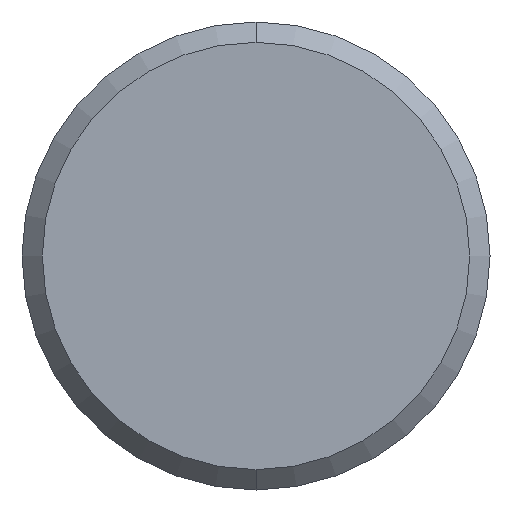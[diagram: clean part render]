
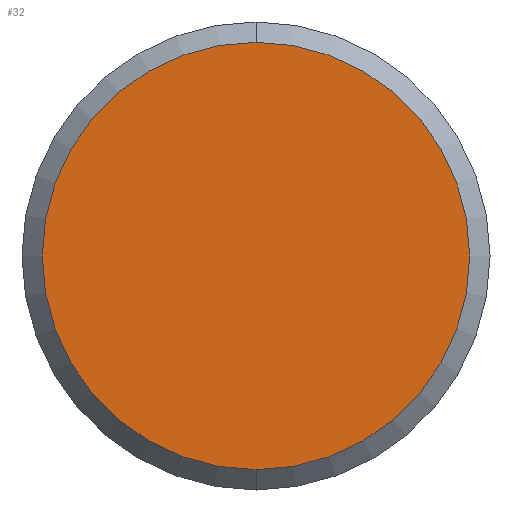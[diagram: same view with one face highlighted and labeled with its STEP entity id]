
A CAD part, front view. The second image highlights one B-rep face of the part: STEP entity #32.
In plain terms, the highlighted planar face has unit normal (0, -1, 0).
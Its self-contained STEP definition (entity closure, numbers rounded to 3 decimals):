
#14 = FACE_OUTER_BOUND ( 'NONE', #24, .T. ) ;
#22 = CARTESIAN_POINT ( 'NONE',  ( 0., 0., 0. ) ) ;
#24 = EDGE_LOOP ( 'NONE', ( #139, #60 ) ) ;
#32 = ADVANCED_FACE ( 'NONE', ( #14 ), #81, .F. ) ;
#40 = VERTEX_POINT ( 'NONE', #199 ) ;
#43 = CIRCLE ( 'NONE', #195, 1.05 ) ;
#45 = CARTESIAN_POINT ( 'NONE',  ( 0., 0., 0. ) ) ;
#51 = DIRECTION ( 'NONE',  ( 0., -1., 0. ) ) ;
#60 = ORIENTED_EDGE ( 'NONE', *, *, #76, .T. ) ;
#64 = DIRECTION ( 'NONE',  ( 0., 0., 1. ) ) ;
#67 = AXIS2_PLACEMENT_3D ( 'NONE', #45, #159, #64 ) ;
#76 = EDGE_CURVE ( 'NONE', #40, #182, #129, .T. ) ;
#81 = PLANE ( 'NONE',  #67 ) ;
#89 = EDGE_CURVE ( 'NONE', #182, #40, #43, .T. ) ;
#90 = DIRECTION ( 'NONE',  ( 0., -1., 0. ) ) ;
#109 = DIRECTION ( 'NONE',  ( 0., 0., 1. ) ) ;
#128 = DIRECTION ( 'NONE',  ( 0., 0., 1. ) ) ;
#129 = CIRCLE ( 'NONE', #144, 1.05 ) ;
#139 = ORIENTED_EDGE ( 'NONE', *, *, #89, .T. ) ;
#144 = AXIS2_PLACEMENT_3D ( 'NONE', #210, #90, #109 ) ;
#159 = DIRECTION ( 'NONE',  ( 0., 1., 0. ) ) ;
#182 = VERTEX_POINT ( 'NONE', #183 ) ;
#183 = CARTESIAN_POINT ( 'NONE',  ( 0., 0., 1.05 ) ) ;
#195 = AXIS2_PLACEMENT_3D ( 'NONE', #22, #51, #128 ) ;
#199 = CARTESIAN_POINT ( 'NONE',  ( 0., 0., -1.05 ) ) ;
#210 = CARTESIAN_POINT ( 'NONE',  ( 0., 0., 0. ) ) ;
